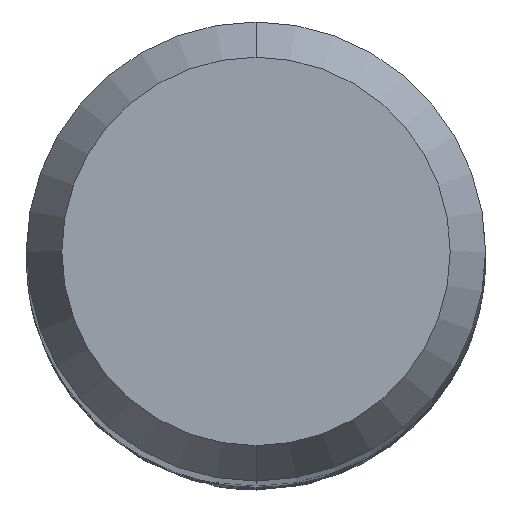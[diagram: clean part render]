
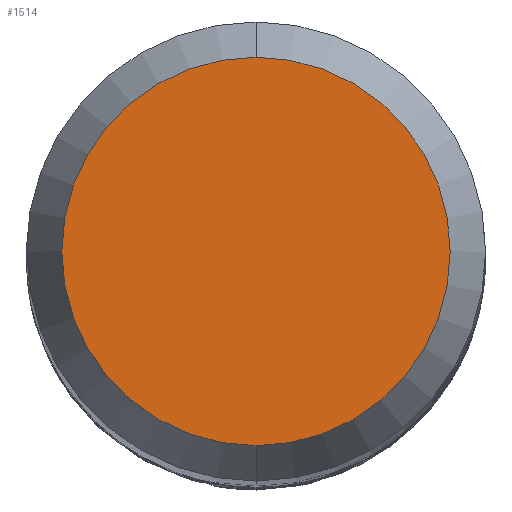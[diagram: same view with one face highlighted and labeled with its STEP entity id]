
A CAD part, top view. The second image highlights one B-rep face of the part: STEP entity #1514.
In plain terms, the highlighted planar face has unit normal (0, 0, 1).
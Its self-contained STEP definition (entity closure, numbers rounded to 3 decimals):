
#636=EDGE_CURVE('',#1426,#1018,#1766,.T.);
#1018=VERTEX_POINT('',#2182);
#1370=EDGE_CURVE('',#1018,#1426,#2573,.T.);
#1426=VERTEX_POINT('',#2632);
#1514=ADVANCED_FACE('',(#2724),#2725,.T.);
#1766=CIRCLE('',#3174,2.538);
#2182=CARTESIAN_POINT('',(0.,-2.538,0.0));
#2573=CIRCLE('',#10337,2.538);
#2632=CARTESIAN_POINT('',(0.0,2.538,0.0));
#2724=FACE_OUTER_BOUND('',#11526,.T.);
#2725=PLANE('',#11527);
#3174=AXIS2_PLACEMENT_3D('',#13792,#13793,#13794);
#10337=AXIS2_PLACEMENT_3D('',#14762,#14763,#14764);
#11526=EDGE_LOOP('',(#14894,#14895));
#11527=AXIS2_PLACEMENT_3D('',#14896,#14897,#14898);
#13792=CARTESIAN_POINT('',(0.0,0.0,0.0));
#13793=DIRECTION('',(0.0,0.0,-1.0));
#13794=DIRECTION('',(0.0,1.0,0.0));
#14762=CARTESIAN_POINT('',(0.0,0.0,0.0));
#14763=DIRECTION('',(0.0,0.0,-1.0));
#14764=DIRECTION('',(0.0,1.0,0.0));
#14894=ORIENTED_EDGE('',*,*,#636,.F.);
#14895=ORIENTED_EDGE('',*,*,#1370,.F.);
#14896=CARTESIAN_POINT('',(0.0,1.269,0.0));
#14897=DIRECTION('',(-0.0,0.0,1.0));
#14898=DIRECTION('',(0.0,-1.0,0.0));
